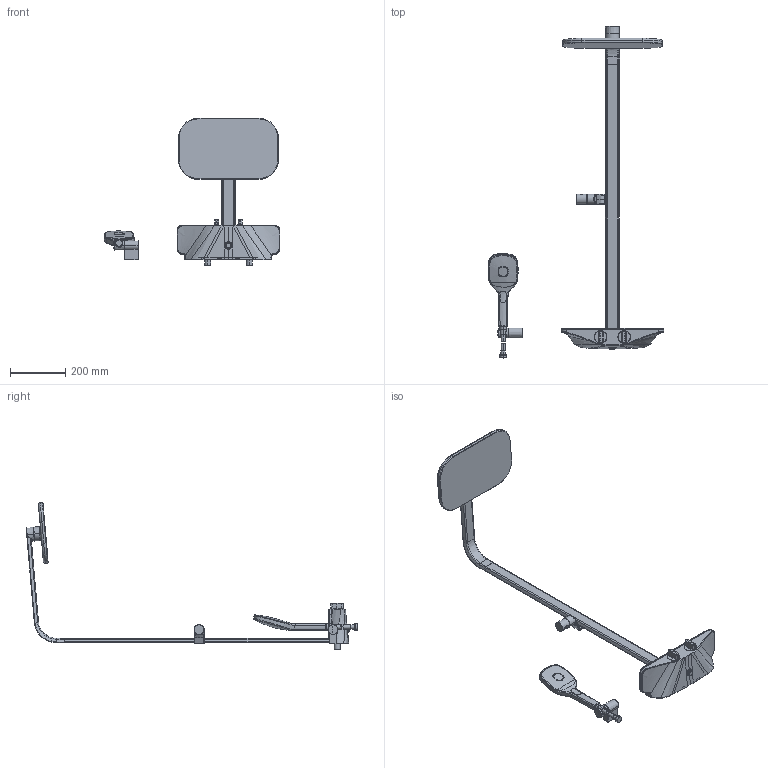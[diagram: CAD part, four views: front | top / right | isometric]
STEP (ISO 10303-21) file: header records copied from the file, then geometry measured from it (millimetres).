
FILE_DESCRIPTION (( 'STEP AP203' ), '1' );
FILE_NAME ('5865017182.STEP', '2018-06-05T05:42:55', ( '' ), ( '' ), 'SwSTEP 2.0', 'SolidWorks 2016', '' );
FILE_SCHEMA (( 'CONFIG_CONTROL_DESIGN' ));
Length unit declared in the file: millimetre
Products named in the file (1): 5865017182
Bounding box: 633.57 x 1197.32 x 531.05 mm (x, y, z)
Volume: 5220662.5 mm3; surface area: 673154 mm2
Topology: 15 solids, 15 shells, 695 faces, 1632 edges, 972 vertices
Faces by surface type: bspline 247, cylinder 149, plane 111, torus 98, cone 70, sphere 20
Entity records: 55978 total; most frequent: CARTESIAN_POINT 42240, ORIENTED_EDGE 3222, DIRECTION 2240, EDGE_CURVE 1611, VERTEX_POINT 971, AXIS2_PLACEMENT_3D 926, EDGE_LOOP 718, ADVANCED_FACE 694
